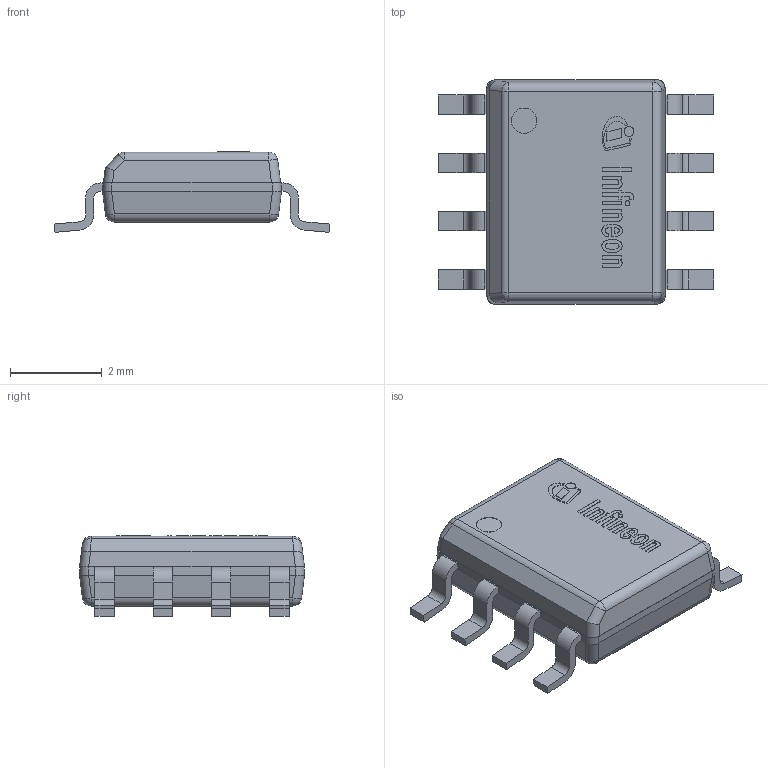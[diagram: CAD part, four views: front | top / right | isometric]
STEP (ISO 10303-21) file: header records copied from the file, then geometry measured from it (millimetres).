
FILE_DESCRIPTION(/* description */ (''),/* implementation_level */ '2;1');
FILE_NAME(/* name */ 'PG-DSO-8-915_Z8B00223424_V04_3D.stp',/* time_stamp */ '2024-02-13T11:16:55+05:30',/* author */ ('Subramani'),/* organization */ (''),/* preprocessor_version */ 'ST-DEVELOPER v19.2',/* originating_system */ 'AutoCAD Mechanical',/* authorisation */ '');
FILE_SCHEMA (('AUTOMOTIVE_DESIGN { 1 0 10303 214 3 1 1 }'));
Length unit declared in the file: millimetre
Products named in the file (1): Product
Bounding box: 6 x 4.9 x 1.76 mm (x, y, z)
Volume: 28.5 mm3; surface area: 154.3 mm2
Topology: 24 solids, 24 shells, 282 faces, 671 edges, 439 vertices
Faces by surface type: plane 194, cylinder 61, bspline 18, sphere 8, torus 1
Full cylindrical faces by diameter (mm): 0.104 x1, 0.214 x1, 0.55 x2, 1.12 x1
Entity records: 8329 total; most frequent: CARTESIAN_POINT 1763, ORIENTED_EDGE 1342, DIRECTION 1289, EDGE_CURVE 671, LINE 511, VECTOR 511, VERTEX_POINT 439, AXIS2_PLACEMENT_3D 389
